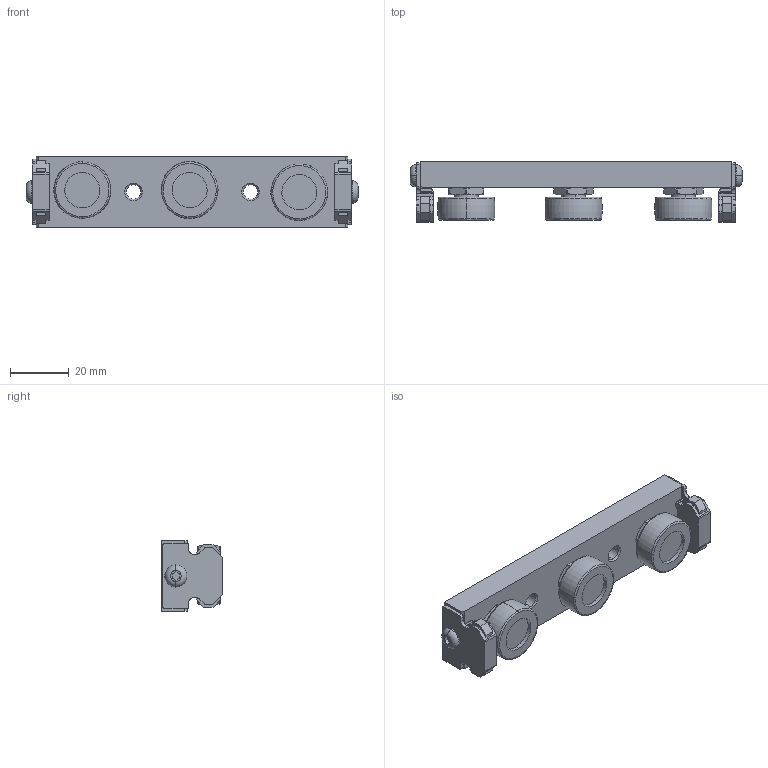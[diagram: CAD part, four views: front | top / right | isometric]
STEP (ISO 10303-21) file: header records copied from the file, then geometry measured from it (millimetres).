
FILE_DESCRIPTION (( 'STEP AP203' ), '1' );
FILE_NAME ('LUC-1-3W.step', '2024-05-13T17:21:58', ( '' ), ( '' ), 'SwSTEP 2.0', 'SolidWorks 2023', '' );
FILE_SCHEMA (( 'CONFIG_CONTROL_DESIGN' ));
Length unit declared in the file: millimetre
Products named in the file (1): LUC-1-3W
Bounding box: 113.47 x 20.73 x 24 mm (x, y, z)
Volume: 31524.5 mm3; surface area: 16075.9 mm2
Topology: 7 solids, 7 shells, 480 faces, 1193 edges, 751 vertices
Faces by surface type: plane 193, cylinder 148, cone 97, bspline 32, torus 10
Entity records: 14979 total; most frequent: CARTESIAN_POINT 3587, ORIENTED_EDGE 2378, DIRECTION 2378, EDGE_CURVE 1189, AXIS2_PLACEMENT_3D 896, VERTEX_POINT 751, LINE 586, VECTOR 586
